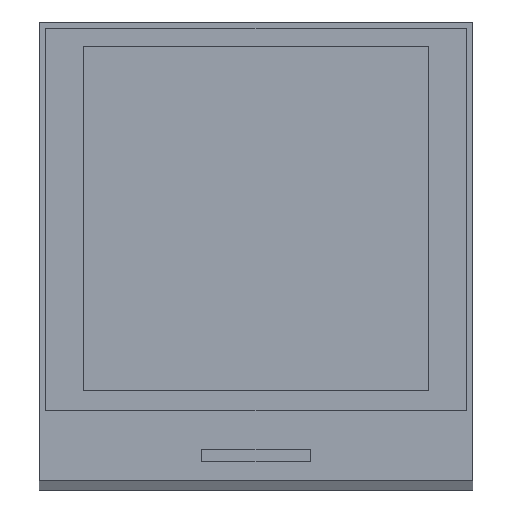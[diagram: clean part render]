
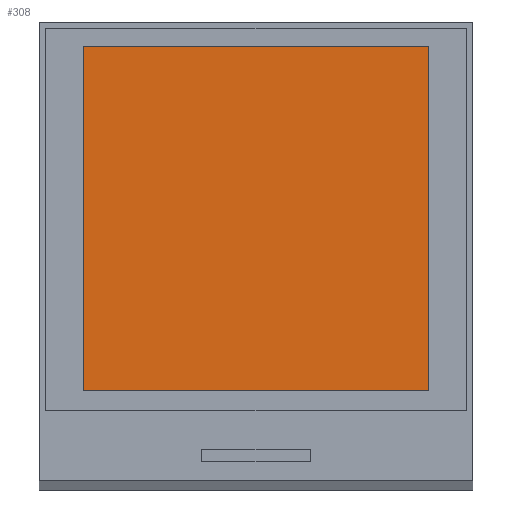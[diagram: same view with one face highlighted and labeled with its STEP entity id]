
A CAD part, top view. The second image highlights one B-rep face of the part: STEP entity #308.
In plain terms, the highlighted planar face has unit normal (0, 0, 1).
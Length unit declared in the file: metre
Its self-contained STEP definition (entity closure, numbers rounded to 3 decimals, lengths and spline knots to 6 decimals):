
#69=ORIENTED_EDGE('',*,*,#114,.F.);
#70=ORIENTED_EDGE('',*,*,#113,.F.);
#71=ORIENTED_EDGE('',*,*,#116,.F.);
#72=ORIENTED_EDGE('',*,*,#115,.F.);
#113=EDGE_CURVE('',#152,#153,#182,.T.);
#114=EDGE_CURVE('',#153,#154,#183,.T.);
#115=EDGE_CURVE('',#154,#155,#184,.T.);
#116=EDGE_CURVE('',#155,#152,#185,.T.);
#152=VERTEX_POINT('',#479);
#153=VERTEX_POINT('',#480);
#154=VERTEX_POINT('',#482);
#155=VERTEX_POINT('',#484);
#182=LINE('',#478,#221);
#183=LINE('',#481,#222);
#184=LINE('',#483,#223);
#185=LINE('',#485,#224);
#221=VECTOR('',#396,1.);
#222=VECTOR('',#397,1.);
#223=VECTOR('',#398,1.);
#224=VECTOR('',#399,1.);
#259=EDGE_LOOP('',(#69,#70,#71,#72));
#278=FACE_BOUND('',#259,.T.);
#293=PLANE('',#369);
#308=ADVANCED_FACE('',(#278),#293,.T.);
#369=AXIS2_PLACEMENT_3D('',#516,#425,#426);
#396=DIRECTION('',(1.,0.,0.));
#397=DIRECTION('',(0.,-1.,0.));
#398=DIRECTION('',(-1.,0.,0.));
#399=DIRECTION('',(0.,1.,0.));
#425=DIRECTION('',(0.,0.,1.));
#426=DIRECTION('',(1.,0.,0.));
#478=CARTESIAN_POINT('',(0.,0.01635,0.00141));
#479=CARTESIAN_POINT('',(-0.01343,0.01635,0.00141));
#480=CARTESIAN_POINT('',(0.01343,0.01635,0.00141));
#481=CARTESIAN_POINT('',(0.01343,0.,0.00141));
#482=CARTESIAN_POINT('',(0.01343,-0.01051,0.00141));
#483=CARTESIAN_POINT('',(0.,-0.01051,0.00141));
#484=CARTESIAN_POINT('',(-0.01343,-0.01051,0.00141));
#485=CARTESIAN_POINT('',(-0.01343,0.,0.00141));
#516=CARTESIAN_POINT('',(0.,0.,0.00141));
